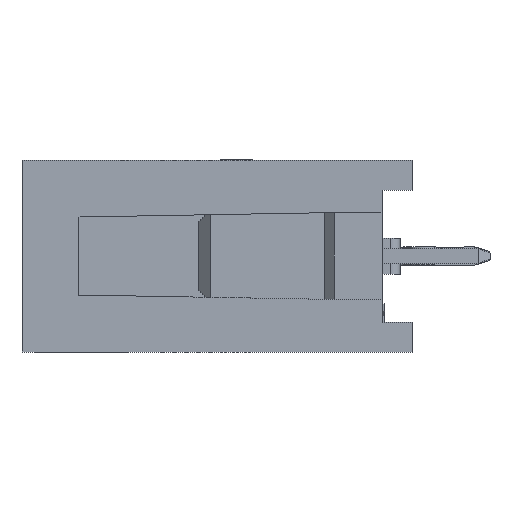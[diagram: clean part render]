
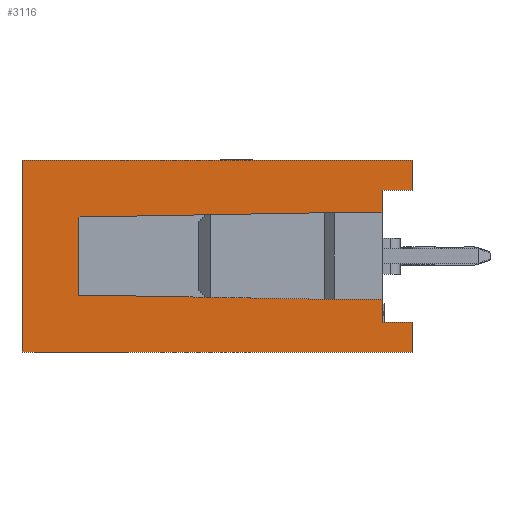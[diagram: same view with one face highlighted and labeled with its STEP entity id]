
A CAD part, left-side view. The second image highlights one B-rep face of the part: STEP entity #3116.
In plain terms, the highlighted planar face has unit normal (-1, 0, 0).
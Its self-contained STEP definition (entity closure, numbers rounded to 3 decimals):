
#644=CARTESIAN_POINT('',(47.3,-13.,-13.2));
#645=VERTEX_POINT('',#644);
#652=CARTESIAN_POINT('',(47.3,0.,-13.2));
#653=VERTEX_POINT('',#652);
#654=CARTESIAN_POINT('',(47.3,-13.,-13.2));
#655=DIRECTION('',(0.,1.,0.));
#656=VECTOR('',#655,13.);
#657=LINE('',#654,#656);
#658=EDGE_CURVE('',#645,#653,#657,.T.);
#927=CARTESIAN_POINT('',(47.3,0.,-6.8));
#928=VERTEX_POINT('',#927);
#935=CARTESIAN_POINT('',(47.3,-13.,-6.8));
#936=VERTEX_POINT('',#935);
#937=CARTESIAN_POINT('',(47.3,0.,-6.8));
#938=DIRECTION('',(0.,-1.,0.));
#939=VECTOR('',#938,13.);
#940=LINE('',#937,#939);
#941=EDGE_CURVE('',#928,#936,#940,.T.);
#2064=CARTESIAN_POINT('',(47.3,-12.,-7.8));
#2065=VERTEX_POINT('',#2064);
#2072=CARTESIAN_POINT('',(47.3,-12.,-8.552));
#2073=VERTEX_POINT('',#2072);
#2074=CARTESIAN_POINT('',(47.3,-12.,-7.8));
#2075=DIRECTION('',(0.,0.,-1.));
#2076=VECTOR('',#2075,0.752);
#2077=LINE('',#2074,#2076);
#2078=EDGE_CURVE('',#2065,#2073,#2077,.T.);
#2096=CARTESIAN_POINT('',(47.3,-12.,-11.448));
#2097=VERTEX_POINT('',#2096);
#2104=CARTESIAN_POINT('',(47.3,-12.,-12.2));
#2105=VERTEX_POINT('',#2104);
#2106=CARTESIAN_POINT('',(47.3,-12.,-11.448));
#2107=DIRECTION('',(0.,0.,-1.));
#2108=VECTOR('',#2107,0.752);
#2109=LINE('',#2106,#2108);
#2110=EDGE_CURVE('',#2097,#2105,#2109,.T.);
#3021=CARTESIAN_POINT('',(47.3,-13.,-12.2));
#3022=VERTEX_POINT('',#3021);
#3029=CARTESIAN_POINT('',(47.3,-13.,-12.2));
#3030=DIRECTION('',(0.,0.,-1.));
#3031=VECTOR('',#3030,1.);
#3032=LINE('',#3029,#3031);
#3033=EDGE_CURVE('',#3022,#645,#3032,.T.);
#3040=CARTESIAN_POINT('',(47.3,-12.,-10.));
#3041=DIRECTION('',(0.,1.,0.));
#3042=DIRECTION('',(-1.,0.,0.));
#3043=AXIS2_PLACEMENT_3D('',#3040,#3042,#3041);
#3044=PLANE('',#3043);
#3045=CARTESIAN_POINT('',(47.3,-1.9,-11.3));
#3046=VERTEX_POINT('',#3045);
#3047=CARTESIAN_POINT('',(47.3,-1.9,-8.7));
#3048=VERTEX_POINT('',#3047);
#3049=CARTESIAN_POINT('',(47.3,-1.9,-11.3));
#3050=DIRECTION('',(0.,0.,1.));
#3051=VECTOR('',#3050,2.6);
#3052=LINE('',#3049,#3051);
#3053=EDGE_CURVE('',#3046,#3048,#3052,.T.);
#3054=ORIENTED_EDGE('',*,*,#3053,.T.);
#3055=CARTESIAN_POINT('',(47.3,-10.4,-8.552));
#3056=VERTEX_POINT('',#3055);
#3057=CARTESIAN_POINT('',(47.3,-1.9,-8.7));
#3058=DIRECTION('',(0.,-1.,0.017));
#3059=VECTOR('',#3058,8.501);
#3060=LINE('',#3057,#3059);
#3061=EDGE_CURVE('',#3048,#3056,#3060,.T.);
#3062=ORIENTED_EDGE('',*,*,#3061,.T.);
#3063=CARTESIAN_POINT('',(47.3,-10.4,-8.552));
#3064=DIRECTION('',(0.,-1.,0.));
#3065=VECTOR('',#3064,1.6);
#3066=LINE('',#3063,#3065);
#3067=EDGE_CURVE('',#3056,#2073,#3066,.T.);
#3068=ORIENTED_EDGE('',*,*,#3067,.T.);
#3069=ORIENTED_EDGE('',*,*,#2078,.F.);
#3070=CARTESIAN_POINT('',(47.3,-13.,-7.8));
#3071=VERTEX_POINT('',#3070);
#3072=CARTESIAN_POINT('',(47.3,-12.,-7.8));
#3073=DIRECTION('',(0.,-1.,0.));
#3074=VECTOR('',#3073,1.);
#3075=LINE('',#3072,#3074);
#3076=EDGE_CURVE('',#2065,#3071,#3075,.T.);
#3077=ORIENTED_EDGE('',*,*,#3076,.T.);
#3078=CARTESIAN_POINT('',(47.3,-13.,-7.8));
#3079=DIRECTION('',(0.,0.,1.));
#3080=VECTOR('',#3079,1.);
#3081=LINE('',#3078,#3080);
#3082=EDGE_CURVE('',#3071,#936,#3081,.T.);
#3083=ORIENTED_EDGE('',*,*,#3082,.T.);
#3084=ORIENTED_EDGE('',*,*,#941,.F.);
#3085=CARTESIAN_POINT('',(47.3,0.,-6.8));
#3086=DIRECTION('',(0.,0.,-1.));
#3087=VECTOR('',#3086,6.4);
#3088=LINE('',#3085,#3087);
#3089=EDGE_CURVE('',#928,#653,#3088,.T.);
#3090=ORIENTED_EDGE('',*,*,#3089,.T.);
#3091=ORIENTED_EDGE('',*,*,#658,.F.);
#3092=ORIENTED_EDGE('',*,*,#3033,.F.);
#3093=CARTESIAN_POINT('',(47.3,-13.,-12.2));
#3094=DIRECTION('',(0.,1.,0.));
#3095=VECTOR('',#3094,1.);
#3096=LINE('',#3093,#3095);
#3097=EDGE_CURVE('',#3022,#2105,#3096,.T.);
#3098=ORIENTED_EDGE('',*,*,#3097,.T.);
#3099=ORIENTED_EDGE('',*,*,#2110,.F.);
#3100=CARTESIAN_POINT('',(47.3,-10.4,-11.448));
#3101=VERTEX_POINT('',#3100);
#3102=CARTESIAN_POINT('',(47.3,-12.,-11.448));
#3103=DIRECTION('',(0.,1.,0.));
#3104=VECTOR('',#3103,1.6);
#3105=LINE('',#3102,#3104);
#3106=EDGE_CURVE('',#2097,#3101,#3105,.T.);
#3107=ORIENTED_EDGE('',*,*,#3106,.T.);
#3108=CARTESIAN_POINT('',(47.3,-10.4,-11.448));
#3109=DIRECTION('',(0.,1.,0.017));
#3110=VECTOR('',#3109,8.501);
#3111=LINE('',#3108,#3110);
#3112=EDGE_CURVE('',#3101,#3046,#3111,.T.);
#3113=ORIENTED_EDGE('',*,*,#3112,.T.);
#3114=EDGE_LOOP('',(#3054,#3062,#3068,#3069,#3077,#3083,#3084,#3090,#3091,#3092,#3098,#3099,#3107,#3113));
#3115=FACE_OUTER_BOUND('',#3114,.T.);
#3116=ADVANCED_FACE('',(#3115),#3044,.T.);
